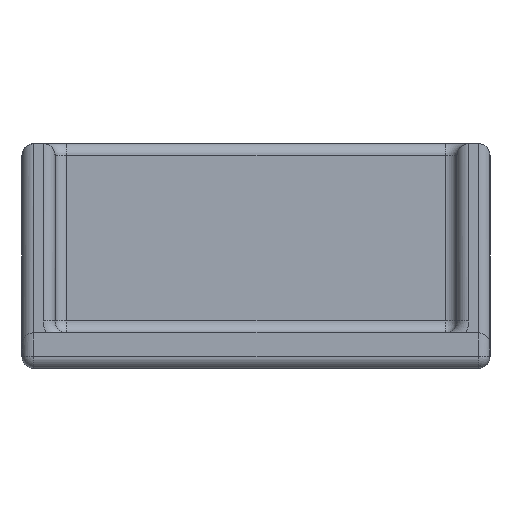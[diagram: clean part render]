
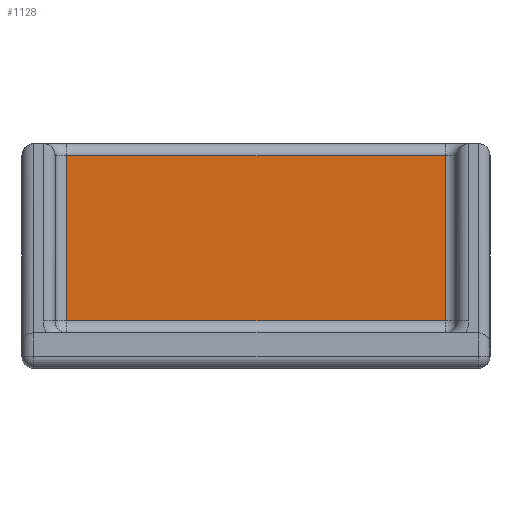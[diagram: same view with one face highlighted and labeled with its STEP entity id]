
A CAD part, left-side view. The second image highlights one B-rep face of the part: STEP entity #1128.
In plain terms, the highlighted planar face has unit normal (-1, 0, 0).
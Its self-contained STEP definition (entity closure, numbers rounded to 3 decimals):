
#50=PLANE('',#1260);
#106=LINE('',#1936,#187);
#108=LINE('',#1946,#189);
#112=LINE('',#1952,#193);
#115=LINE('',#1956,#196);
#187=VECTOR('',#1549,7.);
#189=VECTOR('',#1561,7.);
#193=VECTOR('',#1569,16.);
#196=VECTOR('',#1574,16.);
#302=FACE_OUTER_BOUND('',#380,.T.);
#380=EDGE_LOOP('',(#958,#959,#960,#961));
#549=VERTEX_POINT('',#1920);
#551=VERTEX_POINT('',#1926);
#553=VERTEX_POINT('',#1932);
#554=VERTEX_POINT('',#1938);
#680=EDGE_CURVE('',#549,#553,#106,.T.);
#685=EDGE_CURVE('',#554,#551,#108,.T.);
#689=EDGE_CURVE('',#553,#554,#112,.T.);
#692=EDGE_CURVE('',#551,#549,#115,.T.);
#958=ORIENTED_EDGE('',*,*,#685,.F.);
#959=ORIENTED_EDGE('',*,*,#689,.F.);
#960=ORIENTED_EDGE('',*,*,#680,.F.);
#961=ORIENTED_EDGE('',*,*,#692,.F.);
#1128=ADVANCED_FACE('',(#302),#50,.T.);
#1260=AXIS2_PLACEMENT_3D('',#1970,#1587,#1588);
#1549=DIRECTION('',(0.,0.,-1.));
#1561=DIRECTION('',(0.,0.,1.));
#1569=DIRECTION('',(0.,1.,0.));
#1574=DIRECTION('',(0.,-1.,0.));
#1587=DIRECTION('center_axis',(-1.,0.,0.));
#1588=DIRECTION('ref_axis',(0.,-1.,0.));
#1920=CARTESIAN_POINT('',(41.,-8.,9.));
#1926=CARTESIAN_POINT('',(41.,8.,9.));
#1932=CARTESIAN_POINT('',(41.,-8.,2.));
#1936=CARTESIAN_POINT('',(41.,-8.,0.));
#1938=CARTESIAN_POINT('',(41.,8.,2.));
#1946=CARTESIAN_POINT('',(41.,8.,0.));
#1952=CARTESIAN_POINT('',(41.,0.,2.));
#1956=CARTESIAN_POINT('',(41.,4.25,9.));
#1970=CARTESIAN_POINT('Origin',(41.,8.5,0.));
